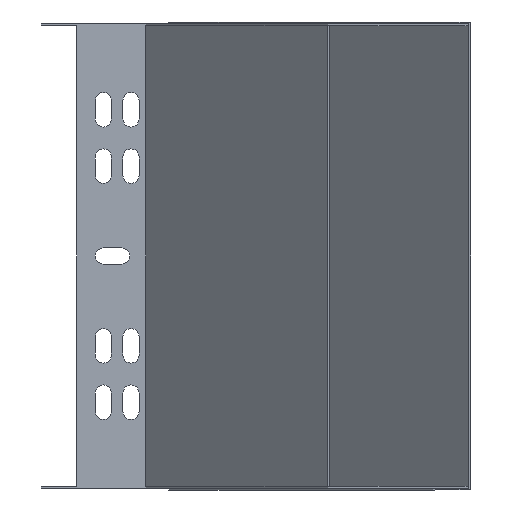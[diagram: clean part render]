
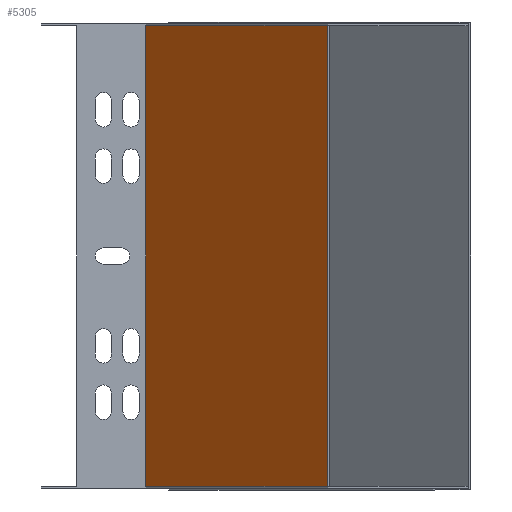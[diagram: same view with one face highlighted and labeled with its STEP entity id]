
A CAD part, front view. The second image highlights one B-rep face of the part: STEP entity #5305.
In plain terms, the highlighted planar face has unit normal (-0.707, -0.707, 0).
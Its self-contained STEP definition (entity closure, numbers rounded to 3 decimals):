
#252 = LINE ( 'NONE', #5399, #5549 ) ;
#426 = LINE ( 'NONE', #5427, #5703 ) ;
#588 = PLANE ( 'NONE',  #3739 ) ;
#590 = CARTESIAN_POINT ( 'NONE',  ( 27.976, -79.153, 220.829 ) ) ;
#594 = LINE ( 'NONE', #5607, #1865 ) ;
#672 = CARTESIAN_POINT ( 'NONE',  ( -11.442, -39.734, 20.829 ) ) ;
#901 = CARTESIAN_POINT ( 'NONE',  ( 27.976, -79.153, 20.829 ) ) ;
#1130 = DIRECTION ( 'NONE',  ( -0.707, -0.707, 0. ) ) ;
#1486 = EDGE_CURVE ( 'NONE', #5779, #3906, #594, .T. ) ;
#1507 = EDGE_CURVE ( 'NONE', #5950, #4374, #3276, .T. ) ;
#1508 = EDGE_CURVE ( 'NONE', #2745, #5950, #5853, .T. ) ;
#1518 = EDGE_CURVE ( 'NONE', #2745, #5040, #426, .T. ) ;
#1520 = EDGE_CURVE ( 'NONE', #5040, #5779, #3132, .T. ) ;
#1522 = VECTOR ( 'NONE', #5401, 1000. ) ;
#1530 = EDGE_CURVE ( 'NONE', #3906, #4374, #252, .T. ) ;
#1647 = CARTESIAN_POINT ( 'NONE',  ( 27.979, -79.156, 220.829 ) ) ;
#1698 = VECTOR ( 'NONE', #5452, 1000. ) ;
#1865 = VECTOR ( 'NONE', #5595, 1000. ) ;
#1901 = FACE_OUTER_BOUND ( 'NONE', #2978, .T. ) ;
#2719 = ORIENTED_EDGE ( 'NONE', *, *, #1507, .F. ) ;
#2745 = VERTEX_POINT ( 'NONE', #590 ) ;
#2809 = ORIENTED_EDGE ( 'NONE', *, *, #1508, .F. ) ;
#2814 = ORIENTED_EDGE ( 'NONE', *, *, #1518, .T. ) ;
#2889 = ORIENTED_EDGE ( 'NONE', *, *, #1520, .T. ) ;
#2978 = EDGE_LOOP ( 'NONE', ( #2719, #2809, #2814, #2889, #2985, #2994 ) ) ;
#2985 = ORIENTED_EDGE ( 'NONE', *, *, #1486, .T. ) ;
#2994 = ORIENTED_EDGE ( 'NONE', *, *, #1530, .T. ) ;
#3132 = LINE ( 'NONE', #5420, #1522 ) ;
#3276 = LINE ( 'NONE', #5515, #4365 ) ;
#3739 = AXIS2_PLACEMENT_3D ( 'NONE', #1647, #1130, #4751 ) ;
#3906 = VERTEX_POINT ( 'NONE', #5841 ) ;
#4365 = VECTOR ( 'NONE', #5470, 1000. ) ;
#4374 = VERTEX_POINT ( 'NONE', #672 ) ;
#4751 = DIRECTION ( 'NONE',  ( 0.707, -0.707, 0. ) ) ;
#5040 = VERTEX_POINT ( 'NONE', #5327 ) ;
#5305 = ADVANCED_FACE ( 'NONE', ( #1901 ), #588, .T. ) ;
#5327 = CARTESIAN_POINT ( 'NONE',  ( -11.442, -39.734, 220.829 ) ) ;
#5383 = DIRECTION ( 'NONE',  ( 0.707, -0.707, 0. ) ) ;
#5399 = CARTESIAN_POINT ( 'NONE',  ( 27.979, -79.156, 20.829 ) ) ;
#5401 = DIRECTION ( 'NONE',  ( -0.707, 0.707, 0. ) ) ;
#5420 = CARTESIAN_POINT ( 'NONE',  ( -50.86, -0.316, 220.829 ) ) ;
#5427 = CARTESIAN_POINT ( 'NONE',  ( 27.979, -79.156, 220.829 ) ) ;
#5436 = DIRECTION ( 'NONE',  ( -0.707, 0.707, 0. ) ) ;
#5452 = DIRECTION ( 'NONE',  ( 0., 0., -1. ) ) ;
#5470 = DIRECTION ( 'NONE',  ( -0.707, 0.707, 0. ) ) ;
#5486 = CARTESIAN_POINT ( 'NONE',  ( 27.976, -79.153, 220.829 ) ) ;
#5515 = CARTESIAN_POINT ( 'NONE',  ( 27.979, -79.156, 20.829 ) ) ;
#5549 = VECTOR ( 'NONE', #5383, 1000. ) ;
#5574 = CARTESIAN_POINT ( 'NONE',  ( -50.86, -0.316, 220.829 ) ) ;
#5595 = DIRECTION ( 'NONE',  ( 0., 0., -1. ) ) ;
#5607 = CARTESIAN_POINT ( 'NONE',  ( -50.86, -0.316, 220.829 ) ) ;
#5703 = VECTOR ( 'NONE', #5436, 1000. ) ;
#5779 = VERTEX_POINT ( 'NONE', #5574 ) ;
#5841 = CARTESIAN_POINT ( 'NONE',  ( -50.86, -0.316, 20.829 ) ) ;
#5853 = LINE ( 'NONE', #5486, #1698 ) ;
#5950 = VERTEX_POINT ( 'NONE', #901 ) ;
